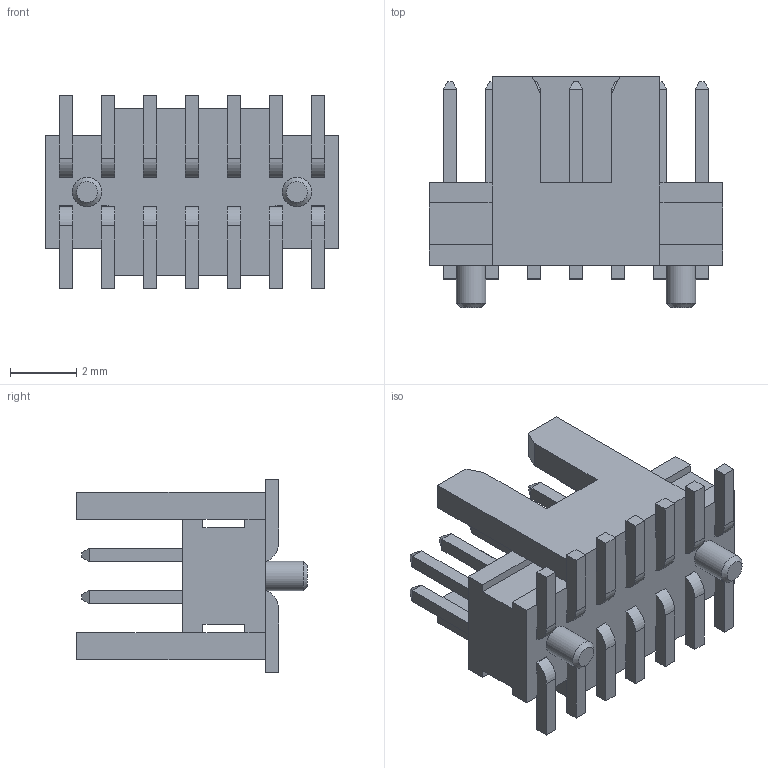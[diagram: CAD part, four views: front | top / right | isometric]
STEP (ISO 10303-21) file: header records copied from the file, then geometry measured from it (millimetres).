
FILE_DESCRIPTION(/* description */ ('STEP AP242','CAx-IF Rec.Pracs.---Representation and Presentation of Product Manufacturing Information (PMI)---4.0---2014-10-13','CAx-IF Rec.Pracs.---3D Tessellated Geometry---0.4---2014-09-14','2;1'),/* implementation_level */ '2;1');
FILE_NAME(/* name */ 'FTSH-107-01-L-DV-K-A',/* time_stamp */ '2025-12-30T22:18:08+01:00',/* author */ ('License CC BY-ND 4.0'),/* organization */ ('CADENAS'),/* preprocessor_version */ 'ST-DEVELOPER v20',/* originating_system */ 'PARTsolutions',/* authorisation */ ' ');
FILE_SCHEMA (('AP242_MANAGED_MODEL_BASED_3D_ENGINEERING_MIM_LF { 1 0 10303 442 1 1 4 }'));
Length unit declared in the file: inch
Products named in the file (4): FTSH-107-01-L-DV-K-A; FTSH-107-01-L-DV-K-A_body; FTSH-107-01-L-DV-K-A_pins1; FTSH-107-01-L-DV-K-A_pins2
Assembly tree (3 placements, depth 2):
  FTSH-107-01-L-DV-K-A
    FTSH-107-01-L-DV-K-A_body
    FTSH-107-01-L-DV-K-A_pins1
    FTSH-107-01-L-DV-K-A_pins2
Bounding box: 8.89 x 6.99 x 5.84 mm (x, y, z)
Volume: 143.8 mm3; surface area: 527.1 mm2
Topology: 3 solids, 3 shells, 338 faces, 916 edges, 588 vertices
Faces by surface type: plane 320, cylinder 16, cone 2
Full cylindrical faces by diameter (mm): 0.889 x2
Entity records: 10449 total; most frequent: CARTESIAN_POINT 1838, ORIENTED_EDGE 1820, DIRECTION 1628, EDGE_CURVE 910, LINE 876, VECTOR 876, VERTEX_POINT 586, AXIS2_PLACEMENT_3D 376
